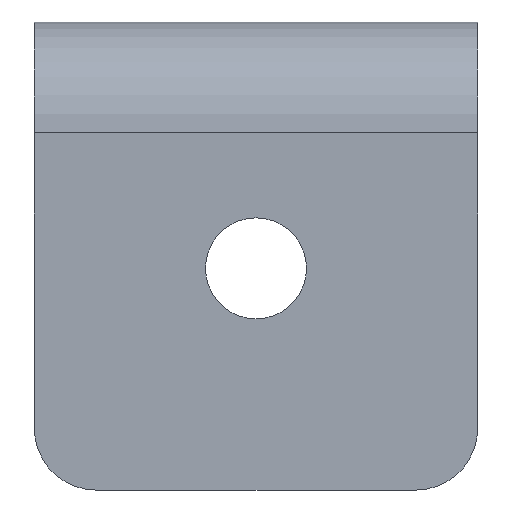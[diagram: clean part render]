
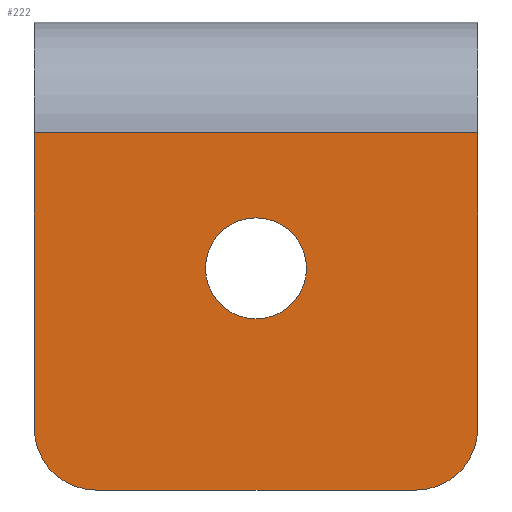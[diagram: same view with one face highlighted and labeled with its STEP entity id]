
A CAD part, front view. The second image highlights one B-rep face of the part: STEP entity #222.
In plain terms, the highlighted planar face has unit normal (0, -1, 0).
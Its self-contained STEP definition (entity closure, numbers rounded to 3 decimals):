
#18 = CARTESIAN_POINT ( 'NONE',  ( 5., 0., -38. ) ) ;
#19 = AXIS2_PLACEMENT_3D ( 'NONE', #422, #411, #569 ) ;
#20 = EDGE_CURVE ( 'NONE', #534, #469, #401, .T. ) ;
#28 = VERTEX_POINT ( 'NONE', #501 ) ;
#49 = CARTESIAN_POINT ( 'NONE',  ( 5., 0., -33. ) ) ;
#56 = EDGE_CURVE ( 'NONE', #437, #212, #395, .T. ) ;
#66 = ORIENTED_EDGE ( 'NONE', *, *, #652, .F. ) ;
#76 = CARTESIAN_POINT ( 'NONE',  ( 36., 0., -9. ) ) ;
#82 = ORIENTED_EDGE ( 'NONE', *, *, #482, .F. ) ;
#88 = DIRECTION ( 'NONE',  ( 0., 1., 0. ) ) ;
#91 = CARTESIAN_POINT ( 'NONE',  ( 0., 0., -33. ) ) ;
#102 = EDGE_LOOP ( 'NONE', ( #595, #166 ) ) ;
#110 = EDGE_CURVE ( 'NONE', #272, #174, #162, .T. ) ;
#133 = LINE ( 'NONE', #391, #449 ) ;
#136 = DIRECTION ( 'NONE',  ( 1., 0., 0. ) ) ;
#162 = CIRCLE ( 'NONE', #358, 5. ) ;
#166 = ORIENTED_EDGE ( 'NONE', *, *, #443, .F. ) ;
#168 = DIRECTION ( 'NONE',  ( 0., 0., 1. ) ) ;
#174 = VERTEX_POINT ( 'NONE', #91 ) ;
#180 = DIRECTION ( 'NONE',  ( 0., 0., 1. ) ) ;
#196 = AXIS2_PLACEMENT_3D ( 'NONE', #280, #88, #239 ) ;
#197 = DIRECTION ( 'NONE',  ( 0., 0., 1. ) ) ;
#212 = VERTEX_POINT ( 'NONE', #448 ) ;
#222 = ADVANCED_FACE ( 'NONE', ( #651, #357 ), #346, .F. ) ;
#239 = DIRECTION ( 'NONE',  ( 0., 0., -1. ) ) ;
#250 = DIRECTION ( 'NONE',  ( 0., 1., 0. ) ) ;
#265 = ORIENTED_EDGE ( 'NONE', *, *, #20, .F. ) ;
#272 = VERTEX_POINT ( 'NONE', #18 ) ;
#280 = CARTESIAN_POINT ( 'NONE',  ( 31., 0., -33. ) ) ;
#314 = ORIENTED_EDGE ( 'NONE', *, *, #110, .F. ) ;
#328 = CARTESIAN_POINT ( 'NONE',  ( 0., 0., 0. ) ) ;
#333 = ORIENTED_EDGE ( 'NONE', *, *, #607, .F. ) ;
#334 = DIRECTION ( 'NONE',  ( 0., -1., 0. ) ) ;
#336 = CARTESIAN_POINT ( 'NONE',  ( 36., 0., -38. ) ) ;
#341 = DIRECTION ( 'NONE',  ( -1., 0., 0. ) ) ;
#346 = PLANE ( 'NONE',  #603 ) ;
#350 = CARTESIAN_POINT ( 'NONE',  ( 36., 0., 0. ) ) ;
#354 = DIRECTION ( 'NONE',  ( 0., 1., 0. ) ) ;
#355 = VECTOR ( 'NONE', #341, 1000. ) ;
#357 = FACE_BOUND ( 'NONE', #102, .T. ) ;
#358 = AXIS2_PLACEMENT_3D ( 'NONE', #49, #250, #457 ) ;
#365 = ORIENTED_EDGE ( 'NONE', *, *, #474, .F. ) ;
#367 = EDGE_LOOP ( 'NONE', ( #314, #365, #265, #66, #333, #82 ) ) ;
#380 = VECTOR ( 'NONE', #593, 1000. ) ;
#391 = CARTESIAN_POINT ( 'NONE',  ( 36., 0., -9. ) ) ;
#395 = CIRCLE ( 'NONE', #19, 4.1 ) ;
#401 = CIRCLE ( 'NONE', #196, 5. ) ;
#411 = DIRECTION ( 'NONE',  ( 0., -1., 0. ) ) ;
#422 = CARTESIAN_POINT ( 'NONE',  ( 18., 0., -20. ) ) ;
#434 = CARTESIAN_POINT ( 'NONE',  ( 18., 0., -20. ) ) ;
#437 = VERTEX_POINT ( 'NONE', #489 ) ;
#443 = EDGE_CURVE ( 'NONE', #212, #437, #643, .T. ) ;
#444 = CARTESIAN_POINT ( 'NONE',  ( 36., 0., 0. ) ) ;
#448 = CARTESIAN_POINT ( 'NONE',  ( 18., 0., -24.1 ) ) ;
#449 = VECTOR ( 'NONE', #136, 1000. ) ;
#457 = DIRECTION ( 'NONE',  ( 0., 0., -1. ) ) ;
#461 = AXIS2_PLACEMENT_3D ( 'NONE', #434, #334, #168 ) ;
#469 = VERTEX_POINT ( 'NONE', #487 ) ;
#474 = EDGE_CURVE ( 'NONE', #469, #272, #542, .T. ) ;
#482 = EDGE_CURVE ( 'NONE', #174, #28, #536, .T. ) ;
#487 = CARTESIAN_POINT ( 'NONE',  ( 31., 0., -38. ) ) ;
#489 = CARTESIAN_POINT ( 'NONE',  ( 18., 0., -15.9 ) ) ;
#501 = CARTESIAN_POINT ( 'NONE',  ( 0., 0., -9. ) ) ;
#534 = VERTEX_POINT ( 'NONE', #635 ) ;
#536 = LINE ( 'NONE', #328, #549 ) ;
#542 = LINE ( 'NONE', #336, #355 ) ;
#549 = VECTOR ( 'NONE', #180, 1000. ) ;
#569 = DIRECTION ( 'NONE',  ( 0., 0., 1. ) ) ;
#582 = VERTEX_POINT ( 'NONE', #76 ) ;
#593 = DIRECTION ( 'NONE',  ( 0., 0., -1. ) ) ;
#595 = ORIENTED_EDGE ( 'NONE', *, *, #56, .F. ) ;
#603 = AXIS2_PLACEMENT_3D ( 'NONE', #350, #354, #197 ) ;
#607 = EDGE_CURVE ( 'NONE', #28, #582, #133, .T. ) ;
#635 = CARTESIAN_POINT ( 'NONE',  ( 36., 0., -33. ) ) ;
#643 = CIRCLE ( 'NONE', #461, 4.1 ) ;
#649 = LINE ( 'NONE', #444, #380 ) ;
#651 = FACE_OUTER_BOUND ( 'NONE', #367, .T. ) ;
#652 = EDGE_CURVE ( 'NONE', #582, #534, #649, .T. ) ;
